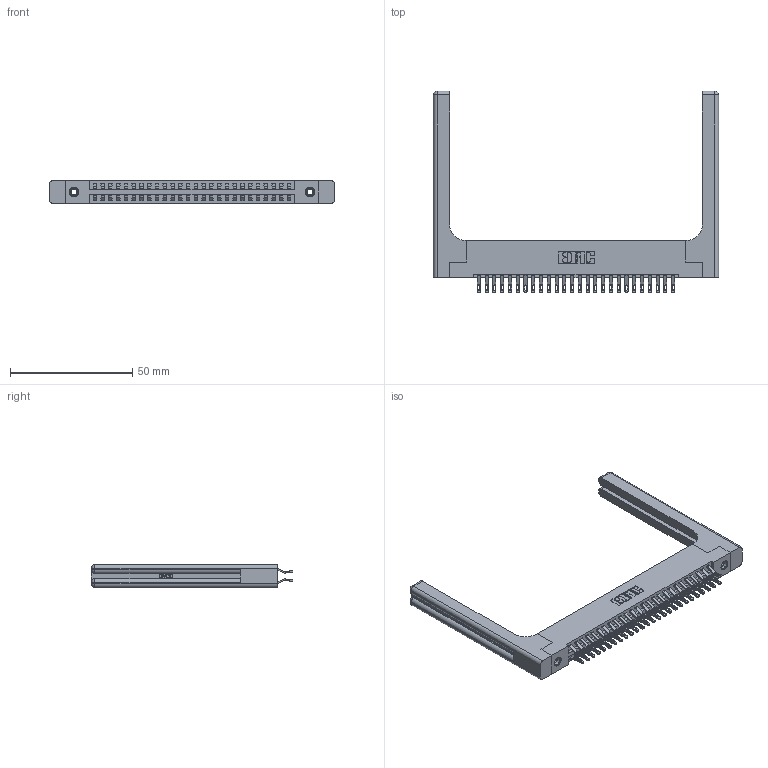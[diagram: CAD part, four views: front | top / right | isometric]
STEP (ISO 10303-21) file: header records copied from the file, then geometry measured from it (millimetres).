
FILE_DESCRIPTION (( 'STEP AP203' ), '1' );
FILE_NAME ('396-052-555-258.STEP', '2019-10-30T13:49:08', ( '' ), ( '' ), 'SwSTEP 2.0', 'SolidWorks 2016', '' );
FILE_SCHEMA (( 'CONFIG_CONTROL_DESIGN' ));
Length unit declared in the file: inch
Products named in the file (5): 345-250-001_345-250-001-102; 396-052-555-258; 345-292-001_555 Tail; 346 Part_Flush Mounting Lugs - 0.156 Dia-TH; 346-220-058_345-220-058
Assembly tree (57 placements, depth 2):
  396-052-555-258
    346 Part_Flush Mounting Lugs - 0.156 Dia-TH
    345-292-001_555 Tail  x52
    345-250-001_345-250-001-102  x2
    346-220-058_345-220-058  x2
Bounding box: 116.61 x 82.42 x 9.4 mm (x, y, z)
Volume: 18891.9 mm3; surface area: 20925.7 mm2
Topology: 57 solids, 57 shells, 3394 faces, 10511 edges, 6986 vertices
Faces by surface type: plane 1940, cylinder 1394, bspline 36, cone 12, sphere 8, torus 4
Entity records: 24630 total; most frequent: CARTESIAN_POINT 5123, ORIENTED_EDGE 3824, DIRECTION 3468, EDGE_CURVE 1912, VECTOR 1564, LINE 1564, VERTEX_POINT 1266, AXIS2_PLACEMENT_3D 952
